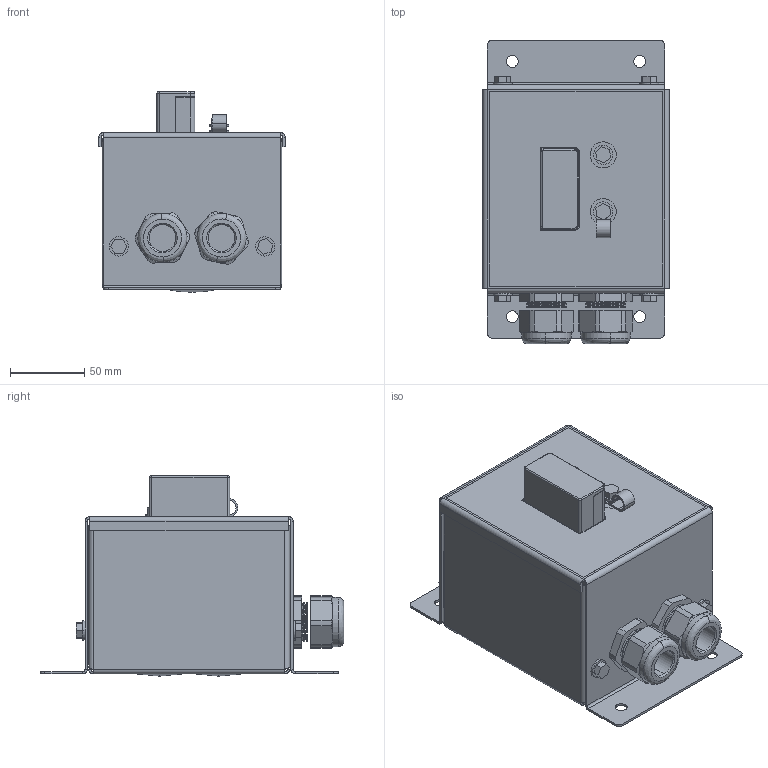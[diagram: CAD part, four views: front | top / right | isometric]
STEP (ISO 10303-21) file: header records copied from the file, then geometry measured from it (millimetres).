
FILE_DESCRIPTION (( 'STEP AP214' ), '1' );
FILE_NAME ('301603 Surfaces.STEP', '2024-03-12T19:43:14', ( '' ), ( '' ), 'SwSTEP 2.0', 'SolidWorks 2022', '' );
FILE_SCHEMA (( 'AUTOMOTIVE_DESIGN' ));
Length unit declared in the file: inch
Products named in the file (1): 301603 Surfaces
Bounding box: 125.25 x 204.04 x 134.51 mm (x, y, z)
Surface area: 193549 mm2 (no closed solid volume)
Topology: 0 solids, 30 shells, 384 faces, 1633 edges, 1258 vertices
Faces by surface type: plane 203, cylinder 118, bspline 55, torus 4, sphere 4
Entity records: 24199 total; most frequent: CARTESIAN_POINT 7000, ORIENTED_EDGE 2315, DIRECTION 2192, EDGE_CURVE 1633, VERTEX_POINT 1258, LINE 828, VECTOR 828, AXIS2_PLACEMENT_3D 682
